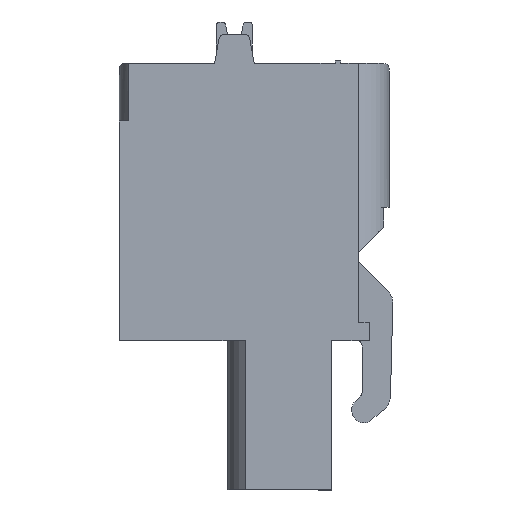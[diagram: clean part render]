
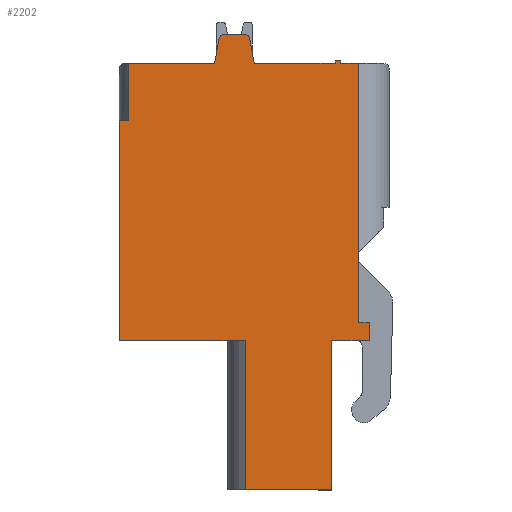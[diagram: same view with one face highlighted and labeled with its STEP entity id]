
A CAD part, left-side view. The second image highlights one B-rep face of the part: STEP entity #2202.
In plain terms, the highlighted planar face has unit normal (-1, 0, 0).
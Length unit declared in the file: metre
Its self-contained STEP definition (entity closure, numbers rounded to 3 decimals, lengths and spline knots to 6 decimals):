
#2202=ADVANCED_FACE('',(#4798),#4799,.F.);
#4798=FACE_OUTER_BOUND('',#7735,.T.);
#4799=PLANE('',#7736);
#7735=EDGE_LOOP('',(#14598,#14599,#14600,#14601,#14602,#14603,#14604,#14605,#14606,#14607,#14608,#14609,#14610,#14611,#14612,#14613,#14614,#14615,#14616,#14617,#14618,#14619));
#7736=AXIS2_PLACEMENT_3D('',#14620,#14621,#14622);
#14598=ORIENTED_EDGE('',*,*,#20252,.T.);
#14599=ORIENTED_EDGE('',*,*,#19496,.T.);
#14600=ORIENTED_EDGE('',*,*,#19532,.T.);
#14601=ORIENTED_EDGE('',*,*,#19491,.F.);
#14602=ORIENTED_EDGE('',*,*,#19537,.F.);
#14603=ORIENTED_EDGE('',*,*,#20229,.T.);
#14604=ORIENTED_EDGE('',*,*,#20170,.T.);
#14605=ORIENTED_EDGE('',*,*,#20166,.T.);
#14606=ORIENTED_EDGE('',*,*,#20163,.T.);
#14607=ORIENTED_EDGE('',*,*,#20233,.T.);
#14608=ORIENTED_EDGE('',*,*,#19546,.F.);
#14609=ORIENTED_EDGE('',*,*,#20235,.F.);
#14610=ORIENTED_EDGE('',*,*,#20220,.F.);
#14611=ORIENTED_EDGE('',*,*,#18659,.T.);
#14612=ORIENTED_EDGE('',*,*,#18710,.T.);
#14613=ORIENTED_EDGE('',*,*,#20218,.T.);
#14614=ORIENTED_EDGE('',*,*,#20253,.T.);
#14615=ORIENTED_EDGE('',*,*,#20204,.T.);
#14616=ORIENTED_EDGE('',*,*,#20254,.T.);
#14617=ORIENTED_EDGE('',*,*,#20181,.T.);
#14618=ORIENTED_EDGE('',*,*,#20188,.F.);
#14619=ORIENTED_EDGE('',*,*,#18478,.T.);
#14620=CARTESIAN_POINT('',(-0.50996,0.0112,-0.0215));
#14621=DIRECTION('',(1.0,0.,0.));
#14622=DIRECTION('',(0.0,1.0,0.));
#18478=EDGE_CURVE('',#22478,#22476,#22479,.T.);
#18659=EDGE_CURVE('',#22798,#22795,#22799,.T.);
#18710=EDGE_CURVE('',#22795,#22889,#22891,.T.);
#19491=EDGE_CURVE('',#24109,#24112,#24113,.T.);
#19496=EDGE_CURVE('',#24121,#24118,#24122,.T.);
#19532=EDGE_CURVE('',#24118,#24112,#24183,.T.);
#19537=EDGE_CURVE('',#24188,#24109,#24189,.T.);
#19546=EDGE_CURVE('',#24202,#24204,#24205,.T.);
#20163=EDGE_CURVE('',#25075,#25073,#25076,.T.);
#20166=EDGE_CURVE('',#25079,#25075,#25080,.T.);
#20170=EDGE_CURVE('',#25085,#25079,#25086,.T.);
#20181=EDGE_CURVE('',#25100,#25102,#25104,.T.);
#20188=EDGE_CURVE('',#22478,#25102,#25111,.T.);
#20204=EDGE_CURVE('',#25136,#25134,#25137,.T.);
#20218=EDGE_CURVE('',#22889,#25154,#25156,.T.);
#20220=EDGE_CURVE('',#22798,#25158,#25159,.T.);
#20229=EDGE_CURVE('',#24188,#25085,#25168,.T.);
#20233=EDGE_CURVE('',#25073,#24204,#25172,.T.);
#20235=EDGE_CURVE('',#25158,#24202,#25174,.T.);
#20252=EDGE_CURVE('',#22476,#24121,#25191,.T.);
#20253=EDGE_CURVE('',#25154,#25136,#25192,.T.);
#20254=EDGE_CURVE('',#25134,#25100,#25193,.T.);
#22476=VERTEX_POINT('',#28205);
#22478=VERTEX_POINT('',#28208);
#22479=LINE('',#28209,#28210);
#22795=VERTEX_POINT('',#28666);
#22798=VERTEX_POINT('',#28670);
#22799=LINE('',#28671,#28672);
#22889=VERTEX_POINT('',#28808);
#22891=LINE('',#28811,#28812);
#24109=VERTEX_POINT('',#30531);
#24112=VERTEX_POINT('',#30535);
#24113=LINE('',#30536,#30537);
#24118=VERTEX_POINT('',#30544);
#24121=VERTEX_POINT('',#30548);
#24122=LINE('',#30549,#30550);
#24183=LINE('',#30639,#30640);
#24188=VERTEX_POINT('',#30648);
#24189=LINE('',#30649,#30650);
#24202=VERTEX_POINT('',#30670);
#24204=VERTEX_POINT('',#30673);
#24205=LINE('',#30674,#30675);
#25073=VERTEX_POINT('',#31919);
#25075=VERTEX_POINT('',#31922);
#25076=CIRCLE('',#31923,0.0003);
#25079=VERTEX_POINT('',#31927);
#25080=LINE('',#31928,#31929);
#25085=VERTEX_POINT('',#31936);
#25086=CIRCLE('',#31937,0.0003);
#25100=VERTEX_POINT('',#31954);
#25102=VERTEX_POINT('',#31957);
#25104=LINE('',#31960,#31961);
#25111=LINE('',#31970,#31971);
#25134=VERTEX_POINT('',#31999);
#25136=VERTEX_POINT('',#32002);
#25137=LINE('',#32003,#32004);
#25154=VERTEX_POINT('',#32028);
#25156=LINE('',#32031,#32032);
#25158=VERTEX_POINT('',#32034);
#25159=LINE('',#32035,#32036);
#25168=LINE('',#32049,#32050);
#25172=LINE('',#32055,#32056);
#25174=LINE('',#32058,#32059);
#25191=LINE('',#32084,#32085);
#25192=LINE('',#32086,#32087);
#25193=LINE('',#32088,#32089);
#28205=CARTESIAN_POINT('',(-0.50996,-0.0013,-0.0083));
#28208=CARTESIAN_POINT('',(-0.50996,-0.0013,-0.0227));
#28209=CARTESIAN_POINT('',(-0.50996,-0.0013,-0.0238));
#28210=VECTOR('',#34567,1.0);
#28666=CARTESIAN_POINT('',(-0.50996,0.012,-0.0237));
#28670=CARTESIAN_POINT('',(-0.50996,0.012,-0.0115));
#28671=CARTESIAN_POINT('',(-0.50996,0.012,-0.0238));
#28672=VECTOR('',#34749,1.0);
#28808=CARTESIAN_POINT('',(-0.50996,0.005,-0.0237));
#28811=CARTESIAN_POINT('',(-0.50996,0.005,-0.0237));
#28812=VECTOR('',#34803,1.0);
#30531=CARTESIAN_POINT('',(-0.50996,0.,-0.0083));
#30535=CARTESIAN_POINT('',(-0.50996,0.,-0.00815));
#30536=CARTESIAN_POINT('',(-0.50996,0.,-0.0083));
#30537=VECTOR('',#35630,1.0);
#30544=CARTESIAN_POINT('',(-0.50996,-0.0003,-0.00815));
#30548=CARTESIAN_POINT('',(-0.50996,-0.0003,-0.0083));
#30549=CARTESIAN_POINT('',(-0.50996,-0.0003,-0.0215));
#30550=VECTOR('',#35634,1.0);
#30639=CARTESIAN_POINT('',(-0.50996,0.,-0.00815));
#30640=VECTOR('',#35681,1.0);
#30648=CARTESIAN_POINT('',(-0.50996,0.0045,-0.0083));
#30649=CARTESIAN_POINT('',(-0.50996,0.0115,-0.0083));
#30650=VECTOR('',#35685,1.0);
#30670=CARTESIAN_POINT('',(-0.50996,0.0115,-0.0083));
#30673=CARTESIAN_POINT('',(-0.50996,0.0067,-0.0083));
#30674=CARTESIAN_POINT('',(-0.50996,0.0115,-0.0083));
#30675=VECTOR('',#35694,1.0);
#31919=CARTESIAN_POINT('',(-0.50996,0.006462,-0.006948));
#31922=CARTESIAN_POINT('',(-0.50996,0.006166,-0.0067));
#31923=AXIS2_PLACEMENT_3D('',#36254,#36255,#36256);
#31927=CARTESIAN_POINT('',(-0.50996,0.005034,-0.0067));
#31928=CARTESIAN_POINT('',(-0.50996,0.004822,-0.0067));
#31929=VECTOR('',#36258,1.0);
#31936=CARTESIAN_POINT('',(-0.50996,0.004738,-0.006948));
#31937=AXIS2_PLACEMENT_3D('',#36261,#36262,#36263);
#31954=CARTESIAN_POINT('',(-0.50996,-0.0019,-0.0237));
#31957=CARTESIAN_POINT('',(-0.50996,-0.0019,-0.0227));
#31960=CARTESIAN_POINT('',(-0.50996,-0.0019,-0.0238));
#31961=VECTOR('',#36278,1.0);
#31970=CARTESIAN_POINT('',(-0.50996,-0.0003,-0.0227));
#31971=VECTOR('',#36281,1.0);
#31999=CARTESIAN_POINT('',(-0.50996,0.0002,-0.0237));
#32002=CARTESIAN_POINT('',(-0.50996,0.0002,-0.032));
#32003=CARTESIAN_POINT('',(-0.50996,0.0002,-0.0237));
#32004=VECTOR('',#36303,1.0);
#32028=CARTESIAN_POINT('',(-0.50996,0.005,-0.032));
#32031=CARTESIAN_POINT('',(-0.50996,0.005,-0.032));
#32032=VECTOR('',#36315,1.0);
#32034=CARTESIAN_POINT('',(-0.50996,0.0115,-0.0115));
#32035=CARTESIAN_POINT('',(-0.50996,0.0092,-0.0115));
#32036=VECTOR('',#36316,1.0);
#32049=CARTESIAN_POINT('',(-0.50996,0.004782,-0.0067));
#32050=VECTOR('',#36321,1.0);
#32055=CARTESIAN_POINT('',(-0.50996,0.0067,-0.0083));
#32056=VECTOR('',#36323,1.0);
#32058=CARTESIAN_POINT('',(-0.50996,0.0115,-0.0115));
#32059=VECTOR('',#36324,1.0);
#32084=CARTESIAN_POINT('',(-0.50996,0.0117,-0.0083));
#32085=VECTOR('',#36333,1.0);
#32086=CARTESIAN_POINT('',(-0.50996,0.0002,-0.032));
#32087=VECTOR('',#36334,1.0);
#32088=CARTESIAN_POINT('',(-0.50996,-0.0007,-0.0237));
#32089=VECTOR('',#36335,1.0);
#34567=DIRECTION('',(0.,0.,1.0));
#34749=DIRECTION('',(0.,0.,-1.0));
#34803=DIRECTION('',(0.0,-1.0,0.0));
#35630=DIRECTION('',(0.,0.0,1.0));
#35634=DIRECTION('',(0.,0.0,1.0));
#35681=DIRECTION('',(0.0,1.0,0.0));
#35685=DIRECTION('',(0.0,-1.0,0.0));
#35694=DIRECTION('',(0.0,-1.0,0.0));
#36254=CARTESIAN_POINT('',(-0.50996,0.006166,-0.007));
#36255=DIRECTION('',(-1.0,0.0,0.));
#36256=DIRECTION('',(0.,0.0,-1.0));
#36258=DIRECTION('',(0.0,1.0,0.0));
#36261=CARTESIAN_POINT('',(-0.50996,0.005034,-0.007));
#36262=DIRECTION('',(-1.0,0.0,0.));
#36263=DIRECTION('',(0.,0.0,-1.0));
#36278=DIRECTION('',(0.,0.,1.0));
#36281=DIRECTION('',(0.,-1.0,0.));
#36303=DIRECTION('',(0.0,0.0,1.0));
#36315=DIRECTION('',(0.0,0.,-1.0));
#36316=DIRECTION('',(0.,-1.0,0.));
#36321=DIRECTION('',(0.,0.174,0.985));
#36323=DIRECTION('',(0.,0.174,-0.985));
#36324=DIRECTION('',(0.,0.0,1.0));
#36333=DIRECTION('',(0.,1.0,0.));
#36334=DIRECTION('',(0.0,-1.0,0.));
#36335=DIRECTION('',(0.0,-1.0,0.0));
